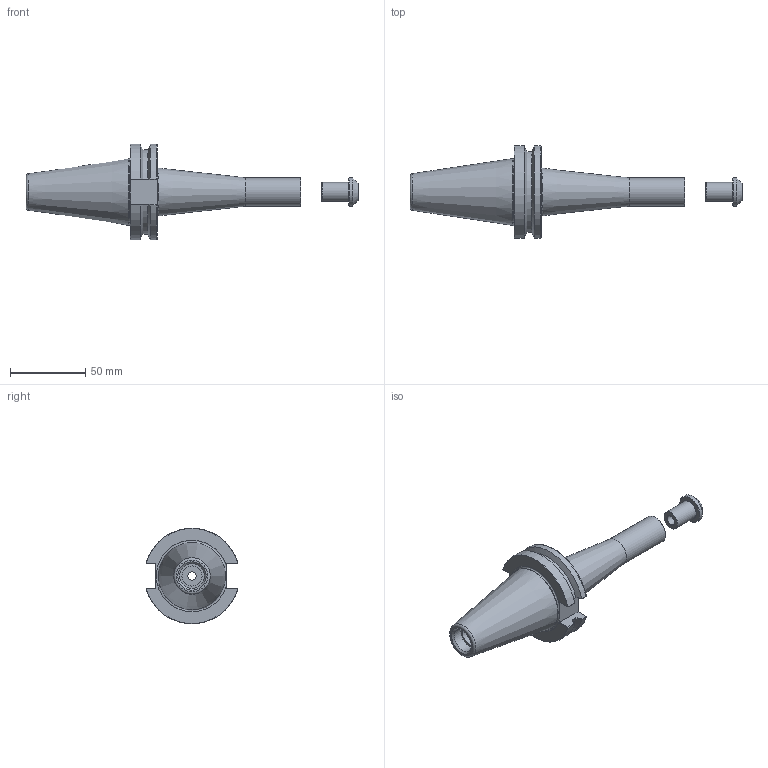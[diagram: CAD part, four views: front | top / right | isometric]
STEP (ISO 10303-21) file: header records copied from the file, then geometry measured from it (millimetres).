
FILE_DESCRIPTION(/* description */ (''),/* implementation_level */ '2;1');
FILE_NAME(/* name */ 'CAT40 SSA.500-4.5MDT.step',/* time_stamp */ '2025-08-06T15:18:30-05:00',/* author */ (''),/* organization */ (''),/* preprocessor_version */ 'ST-DEVELOPER v20.1',/* originating_system */ 'Autodesk Translation Framework v14.10.0.0',/* authorisation */ '');
FILE_SCHEMA (('AUTOMOTIVE_DESIGN { 1 0 10303 214 3 1 1 }'));
Length unit declared in the file: inch
Products named in the file (4): CAT40 Dual Contact Template; CAT40 Dual Contact 2.69 v1; CAT40 EM20-63; SSA.500-Cap-M v1
Assembly tree (3 placements, depth 3):
  CAT40 Dual Contact Template
    CAT40 Dual Contact 2.69 v1
    CAT40 EM20-63
      SSA.500-Cap-M v1
Bounding box: 220.73 x 61.14 x 63.26 mm (x, y, z)
Volume: 141245 mm3; surface area: 30977.6 mm2
Topology: 2 solids, 2 shells, 110 faces, 264 edges, 170 vertices
Faces by surface type: plane 43, cylinder 24, cone 20, bspline 16, torus 7
Full cylindrical faces by diameter (mm): 1.88 x6, 5.436 x1, 6.68 x1, 9.906 x1, 11.112 x1, 12.446 x1, 12.7 x2, 13.386 x1, 16.256 x1, 18.974 x1, 19.012 x1, 44.45 x1
Entity records: 4007 total; most frequent: CARTESIAN_POINT 1300, ORIENTED_EDGE 526, DIRECTION 511, EDGE_CURVE 263, AXIS2_PLACEMENT_3D 192, VERTEX_POINT 170, LINE 127, VECTOR 127
